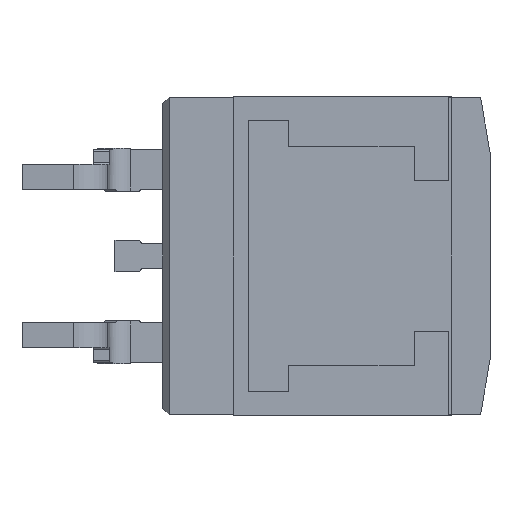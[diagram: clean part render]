
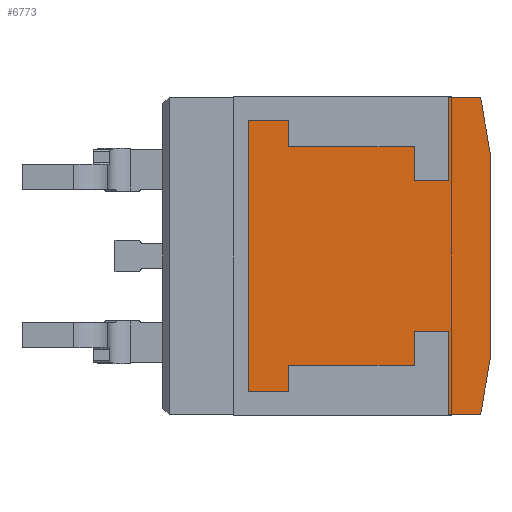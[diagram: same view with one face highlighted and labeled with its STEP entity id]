
A CAD part, front view. The second image highlights one B-rep face of the part: STEP entity #6773.
In plain terms, the highlighted planar face has unit normal (0, -1, 0).
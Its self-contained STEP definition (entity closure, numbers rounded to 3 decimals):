
#44 = VECTOR ( 'NONE', #6622, 1000. ) ;
#218 = EDGE_CURVE ( 'NONE', #3354, #4586, #1207, .T. ) ;
#233 = VERTEX_POINT ( 'NONE', #5798 ) ;
#268 = VECTOR ( 'NONE', #764, 1000. ) ;
#322 = CARTESIAN_POINT ( 'NONE',  ( -0.425, -0.015, -4.35 ) ) ;
#333 = CARTESIAN_POINT ( 'NONE',  ( -0.425, -0.015, 4.35 ) ) ;
#343 = CARTESIAN_POINT ( 'NONE',  ( 0., -0.015, 0. ) ) ;
#385 = LINE ( 'NONE', #3269, #3424 ) ;
#397 = EDGE_CURVE ( 'NONE', #4544, #6281, #553, .T. ) ;
#416 = VECTOR ( 'NONE', #1714, 1000. ) ;
#545 = LINE ( 'NONE', #2783, #5796 ) ;
#553 = LINE ( 'NONE', #5556, #3225 ) ;
#596 = DIRECTION ( 'NONE',  ( 1., 0., 0. ) ) ;
#613 = CARTESIAN_POINT ( 'NONE',  ( 5.725, -0.015, -5.075 ) ) ;
#676 = ORIENTED_EDGE ( 'NONE', *, *, #3519, .F. ) ;
#751 = ORIENTED_EDGE ( 'NONE', *, *, #1737, .F. ) ;
#764 = DIRECTION ( 'NONE',  ( 0., 0., 1. ) ) ;
#837 = CARTESIAN_POINT ( 'NONE',  ( -0.425, -0.015, 4.35 ) ) ;
#854 = EDGE_CURVE ( 'NONE', #5767, #1048, #4540, .T. ) ;
#913 = CARTESIAN_POINT ( 'NONE',  ( -1.725, -0.015, -4.35 ) ) ;
#1048 = VERTEX_POINT ( 'NONE', #7196 ) ;
#1105 = ORIENTED_EDGE ( 'NONE', *, *, #218, .F. ) ;
#1163 = CARTESIAN_POINT ( 'NONE',  ( -0.425, -0.015, 4.35 ) ) ;
#1180 = VECTOR ( 'NONE', #6018, 1000. ) ;
#1207 = LINE ( 'NONE', #3959, #416 ) ;
#1210 = ORIENTED_EDGE ( 'NONE', *, *, #854, .F. ) ;
#1263 = CARTESIAN_POINT ( 'NONE',  ( -0.425, -0.015, 3.507 ) ) ;
#1317 = VECTOR ( 'NONE', #596, 1000. ) ;
#1345 = LINE ( 'NONE', #5866, #44 ) ;
#1417 = LINE ( 'NONE', #1525, #1180 ) ;
#1525 = CARTESIAN_POINT ( 'NONE',  ( 6.025, -0.015, 3.325 ) ) ;
#1694 = DIRECTION ( 'NONE',  ( 1., 0., 0. ) ) ;
#1703 = EDGE_CURVE ( 'NONE', #3683, #5876, #3710, .T. ) ;
#1714 = DIRECTION ( 'NONE',  ( 0., 0., -1. ) ) ;
#1737 = EDGE_CURVE ( 'NONE', #3828, #5468, #385, .T. ) ;
#1803 = ORIENTED_EDGE ( 'NONE', *, *, #3229, .F. ) ;
#1805 = DIRECTION ( 'NONE',  ( -1., 0., 0. ) ) ;
#1864 = LINE ( 'NONE', #322, #2698 ) ;
#1908 = VECTOR ( 'NONE', #4891, 1000. ) ;
#1973 = VECTOR ( 'NONE', #1805, 1000. ) ;
#2076 = ORIENTED_EDGE ( 'NONE', *, *, #1703, .F. ) ;
#2212 = ORIENTED_EDGE ( 'NONE', *, *, #4023, .F. ) ;
#2219 = FACE_OUTER_BOUND ( 'NONE', #4182, .T. ) ;
#2229 = CARTESIAN_POINT ( 'NONE',  ( -0.425, -0.015, 3.507 ) ) ;
#2442 = LINE ( 'NONE', #6851, #6040 ) ;
#2452 = ORIENTED_EDGE ( 'NONE', *, *, #5490, .F. ) ;
#2564 = DIRECTION ( 'NONE',  ( -1., 0., 0. ) ) ;
#2642 = CARTESIAN_POINT ( 'NONE',  ( 3.59, -0.015, -2.407 ) ) ;
#2651 = ORIENTED_EDGE ( 'NONE', *, *, #2789, .F. ) ;
#2665 = CARTESIAN_POINT ( 'NONE',  ( -1.725, -0.015, 4.35 ) ) ;
#2698 = VECTOR ( 'NONE', #2564, 1000. ) ;
#2701 = VERTEX_POINT ( 'NONE', #837 ) ;
#2728 = VERTEX_POINT ( 'NONE', #3017 ) ;
#2783 = CARTESIAN_POINT ( 'NONE',  ( -0.425, -0.015, -3.507 ) ) ;
#2784 = CARTESIAN_POINT ( 'NONE',  ( 6.025, -0.015, 3.325 ) ) ;
#2789 = EDGE_CURVE ( 'NONE', #233, #4554, #2442, .T. ) ;
#2864 = VECTOR ( 'NONE', #7172, 1000. ) ;
#2924 = DIRECTION ( 'NONE',  ( 0., 0., -1. ) ) ;
#2925 = EDGE_CURVE ( 'NONE', #6347, #3683, #1417, .T. ) ;
#2959 = VERTEX_POINT ( 'NONE', #4961 ) ;
#2966 = CARTESIAN_POINT ( 'NONE',  ( 3.59, -0.015, 3.507 ) ) ;
#3017 = CARTESIAN_POINT ( 'NONE',  ( 3.59, -0.015, 3.507 ) ) ;
#3081 = EDGE_CURVE ( 'NONE', #5468, #5767, #3406, .T. ) ;
#3198 = LINE ( 'NONE', #2642, #1908 ) ;
#3225 = VECTOR ( 'NONE', #3340, 1000. ) ;
#3229 = EDGE_CURVE ( 'NONE', #2959, #233, #1345, .T. ) ;
#3269 = CARTESIAN_POINT ( 'NONE',  ( 4.69, -0.015, 2.407 ) ) ;
#3340 = DIRECTION ( 'NONE',  ( 0., 0., 1. ) ) ;
#3354 = VERTEX_POINT ( 'NONE', #6334 ) ;
#3367 = EDGE_CURVE ( 'NONE', #2728, #3828, #4502, .T. ) ;
#3406 = LINE ( 'NONE', #6341, #268 ) ;
#3424 = VECTOR ( 'NONE', #4428, 1000. ) ;
#3468 = DIRECTION ( 'NONE',  ( -1., 0., 0. ) ) ;
#3469 = LINE ( 'NONE', #1163, #1317 ) ;
#3486 = VERTEX_POINT ( 'NONE', #5364 ) ;
#3519 = EDGE_CURVE ( 'NONE', #2701, #3998, #6979, .T. ) ;
#3683 = VERTEX_POINT ( 'NONE', #4055 ) ;
#3710 = LINE ( 'NONE', #3855, #2864 ) ;
#3739 = EDGE_CURVE ( 'NONE', #4554, #3486, #3198, .T. ) ;
#3795 = ORIENTED_EDGE ( 'NONE', *, *, #6688, .F. ) ;
#3803 = ORIENTED_EDGE ( 'NONE', *, *, #397, .F. ) ;
#3828 = VERTEX_POINT ( 'NONE', #5741 ) ;
#3855 = CARTESIAN_POINT ( 'NONE',  ( 5.725, -0.015, -5.075 ) ) ;
#3959 = CARTESIAN_POINT ( 'NONE',  ( -0.425, -0.015, -3.507 ) ) ;
#3998 = VERTEX_POINT ( 'NONE', #1263 ) ;
#4023 = EDGE_CURVE ( 'NONE', #5876, #2959, #6327, .T. ) ;
#4055 = CARTESIAN_POINT ( 'NONE',  ( 6.025, -0.015, -3.325 ) ) ;
#4182 = EDGE_LOOP ( 'NONE', ( #5349, #676, #3795, #3803, #2452, #1105, #6800, #6350, #2651, #1803, #2212, #2076, #5577, #5642, #1210, #7231, #751, #6809 ) ) ;
#4291 = CARTESIAN_POINT ( 'NONE',  ( -0.425, -0.015, -4.35 ) ) ;
#4328 = VECTOR ( 'NONE', #6882, 1000. ) ;
#4428 = DIRECTION ( 'NONE',  ( 1., 0., 0. ) ) ;
#4502 = LINE ( 'NONE', #2966, #6616 ) ;
#4540 = LINE ( 'NONE', #6805, #4328 ) ;
#4544 = VERTEX_POINT ( 'NONE', #913 ) ;
#4554 = VERTEX_POINT ( 'NONE', #5488 ) ;
#4571 = VECTOR ( 'NONE', #1694, 1000. ) ;
#4578 = CARTESIAN_POINT ( 'NONE',  ( 5.725, -0.015, 5.075 ) ) ;
#4586 = VERTEX_POINT ( 'NONE', #4291 ) ;
#4759 = DIRECTION ( 'NONE',  ( 0., 0., -1. ) ) ;
#4891 = DIRECTION ( 'NONE',  ( 0., 0., -1. ) ) ;
#4961 = CARTESIAN_POINT ( 'NONE',  ( 4.69, -0.015, -5.075 ) ) ;
#5042 = LINE ( 'NONE', #2229, #4571 ) ;
#5113 = DIRECTION ( 'NONE',  ( 0.169, 0., -0.986 ) ) ;
#5153 = PLANE ( 'NONE',  #5823 ) ;
#5281 = EDGE_CURVE ( 'NONE', #3486, #3354, #545, .T. ) ;
#5347 = DIRECTION ( 'NONE',  ( 0., 1., 0. ) ) ;
#5349 = ORIENTED_EDGE ( 'NONE', *, *, #5884, .F. ) ;
#5364 = CARTESIAN_POINT ( 'NONE',  ( 3.59, -0.015, -3.507 ) ) ;
#5468 = VERTEX_POINT ( 'NONE', #5965 ) ;
#5488 = CARTESIAN_POINT ( 'NONE',  ( 3.59, -0.015, -2.407 ) ) ;
#5490 = EDGE_CURVE ( 'NONE', #4586, #4544, #1864, .T. ) ;
#5556 = CARTESIAN_POINT ( 'NONE',  ( -1.725, -0.015, 4.35 ) ) ;
#5559 = VECTOR ( 'NONE', #4759, 1000. ) ;
#5577 = ORIENTED_EDGE ( 'NONE', *, *, #2925, .F. ) ;
#5642 = ORIENTED_EDGE ( 'NONE', *, *, #6092, .F. ) ;
#5741 = CARTESIAN_POINT ( 'NONE',  ( 3.59, -0.015, 2.407 ) ) ;
#5767 = VERTEX_POINT ( 'NONE', #6186 ) ;
#5769 = CARTESIAN_POINT ( 'NONE',  ( 5.725, -0.015, -5.075 ) ) ;
#5796 = VECTOR ( 'NONE', #6113, 1000. ) ;
#5798 = CARTESIAN_POINT ( 'NONE',  ( 4.69, -0.015, -2.407 ) ) ;
#5823 = AXIS2_PLACEMENT_3D ( 'NONE', #343, #5347, #6489 ) ;
#5866 = CARTESIAN_POINT ( 'NONE',  ( 4.69, -0.015, -2.407 ) ) ;
#5876 = VERTEX_POINT ( 'NONE', #5769 ) ;
#5884 = EDGE_CURVE ( 'NONE', #3998, #2728, #5042, .T. ) ;
#5965 = CARTESIAN_POINT ( 'NONE',  ( 4.69, -0.015, 2.407 ) ) ;
#6018 = DIRECTION ( 'NONE',  ( 0., 0., -1. ) ) ;
#6040 = VECTOR ( 'NONE', #3468, 1000. ) ;
#6092 = EDGE_CURVE ( 'NONE', #1048, #6347, #6230, .T. ) ;
#6113 = DIRECTION ( 'NONE',  ( -1., 0., 0. ) ) ;
#6186 = CARTESIAN_POINT ( 'NONE',  ( 4.69, -0.015, 5.075 ) ) ;
#6230 = LINE ( 'NONE', #4578, #6256 ) ;
#6256 = VECTOR ( 'NONE', #5113, 1000. ) ;
#6281 = VERTEX_POINT ( 'NONE', #2665 ) ;
#6327 = LINE ( 'NONE', #613, #1973 ) ;
#6334 = CARTESIAN_POINT ( 'NONE',  ( -0.425, -0.015, -3.507 ) ) ;
#6341 = CARTESIAN_POINT ( 'NONE',  ( 4.69, -0.015, 5.075 ) ) ;
#6347 = VERTEX_POINT ( 'NONE', #2784 ) ;
#6350 = ORIENTED_EDGE ( 'NONE', *, *, #3739, .F. ) ;
#6489 = DIRECTION ( 'NONE',  ( 0., 0., 1. ) ) ;
#6616 = VECTOR ( 'NONE', #2924, 1000. ) ;
#6622 = DIRECTION ( 'NONE',  ( 0., 0., 1. ) ) ;
#6688 = EDGE_CURVE ( 'NONE', #6281, #2701, #3469, .T. ) ;
#6773 = ADVANCED_FACE ( 'NONE', ( #2219 ), #5153, .F. ) ;
#6800 = ORIENTED_EDGE ( 'NONE', *, *, #5281, .F. ) ;
#6805 = CARTESIAN_POINT ( 'NONE',  ( 5.725, -0.015, 5.075 ) ) ;
#6809 = ORIENTED_EDGE ( 'NONE', *, *, #3367, .F. ) ;
#6851 = CARTESIAN_POINT ( 'NONE',  ( 4.69, -0.015, -2.407 ) ) ;
#6882 = DIRECTION ( 'NONE',  ( 1., 0., 0. ) ) ;
#6979 = LINE ( 'NONE', #333, #5559 ) ;
#7172 = DIRECTION ( 'NONE',  ( -0.169, 0., -0.986 ) ) ;
#7196 = CARTESIAN_POINT ( 'NONE',  ( 5.725, -0.015, 5.075 ) ) ;
#7231 = ORIENTED_EDGE ( 'NONE', *, *, #3081, .F. ) ;
